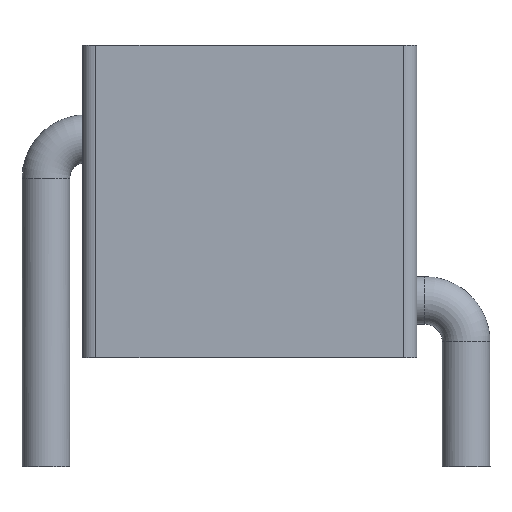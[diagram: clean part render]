
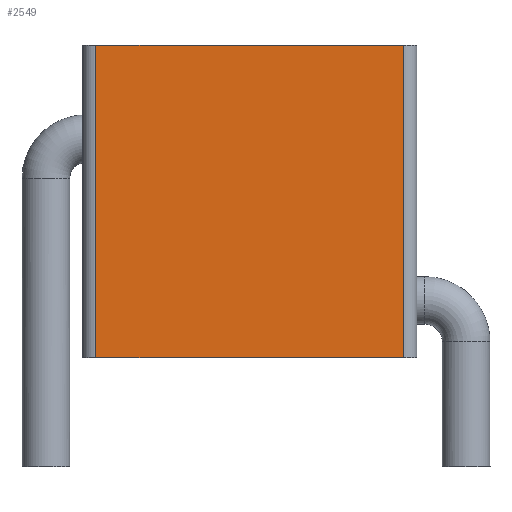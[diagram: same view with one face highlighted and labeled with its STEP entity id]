
A CAD part, front view. The second image highlights one B-rep face of the part: STEP entity #2549.
In plain terms, the highlighted planar face has unit normal (0, -1, 0).
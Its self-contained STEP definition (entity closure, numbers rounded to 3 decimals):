
#73=LINE('',#3267,#177);
#74=LINE('',#3270,#178);
#75=LINE('',#3272,#179);
#76=LINE('',#3274,#180);
#177=VECTOR('',#2826,1000.);
#178=VECTOR('',#2827,1000.);
#179=VECTOR('',#2828,1000.);
#180=VECTOR('',#2829,1000.);
#254=PLANE('',#2669);
#521=ORIENTED_EDGE('',*,*,#1057,.F.);
#522=ORIENTED_EDGE('',*,*,#1058,.T.);
#523=ORIENTED_EDGE('',*,*,#1059,.T.);
#524=ORIENTED_EDGE('',*,*,#1060,.T.);
#1057=EDGE_CURVE('',#1324,#1325,#73,.T.);
#1058=EDGE_CURVE('',#1324,#1326,#74,.T.);
#1059=EDGE_CURVE('',#1326,#1327,#75,.T.);
#1060=EDGE_CURVE('',#1327,#1325,#76,.T.);
#1324=VERTEX_POINT('',#3268);
#1325=VERTEX_POINT('',#3269);
#1326=VERTEX_POINT('',#3271);
#1327=VERTEX_POINT('',#3273);
#1500=EDGE_LOOP('',(#521,#522,#523,#524));
#1641=FACE_BOUND('',#1500,.T.);
#2549=ADVANCED_FACE('',(#1641),#254,.F.);
#2669=AXIS2_PLACEMENT_3D('',#3266,#2824,#2825);
#2824=DIRECTION('',(0.,1.,0.));
#2825=DIRECTION('',(0.,0.,1.));
#2826=DIRECTION('',(0.,0.,1.));
#2827=DIRECTION('',(1.,0.,0.));
#2828=DIRECTION('',(0.,0.,1.));
#2829=DIRECTION('',(-1.,0.,0.));
#3266=CARTESIAN_POINT('',(20.46,-21.896,-1.1));
#3267=CARTESIAN_POINT('',(10.76,-21.896,-1.1));
#3268=CARTESIAN_POINT('',(10.76,-21.896,-9.45));
#3269=CARTESIAN_POINT('',(10.76,-21.896,0.));
#3270=CARTESIAN_POINT('',(10.36,-21.896,-9.45));
#3271=CARTESIAN_POINT('',(20.06,-21.896,-9.45));
#3272=CARTESIAN_POINT('',(20.06,-21.896,-1.1));
#3273=CARTESIAN_POINT('',(20.06,-21.896,0.));
#3274=CARTESIAN_POINT('',(20.46,-21.896,0.));
